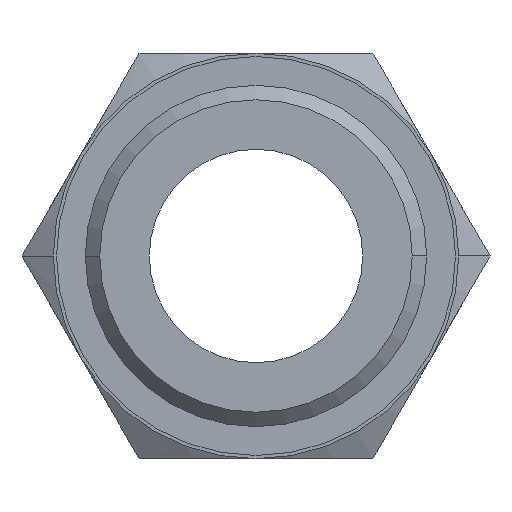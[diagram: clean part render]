
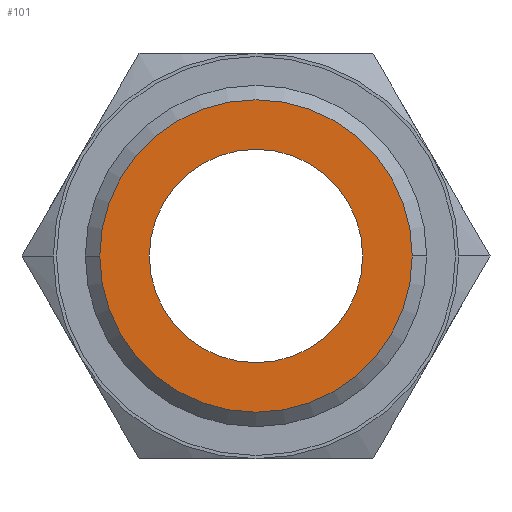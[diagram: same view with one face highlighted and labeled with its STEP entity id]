
A CAD part, front view. The second image highlights one B-rep face of the part: STEP entity #101.
In plain terms, the highlighted planar face has unit normal (0, -1, 0).
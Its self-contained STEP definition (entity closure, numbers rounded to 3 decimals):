
#101=ADVANCED_FACE('',(#221,#222),#223,.T.);
#221=FACE_BOUND('',#347,.T.);
#222=FACE_OUTER_BOUND('',#348,.T.);
#223=PLANE('',#349);
#347=EDGE_LOOP('',(#760,#761));
#348=EDGE_LOOP('',(#762,#763));
#349=AXIS2_PLACEMENT_3D('',#764,#765,#766);
#760=ORIENTED_EDGE('',*,*,#835,.T.);
#761=ORIENTED_EDGE('',*,*,#839,.T.);
#762=ORIENTED_EDGE('',*,*,#804,.F.);
#763=ORIENTED_EDGE('',*,*,#919,.F.);
#764=CARTESIAN_POINT('',(-3.662,0.0,0.0));
#765=DIRECTION('',(0.0,-1.0,-0.0));
#766=DIRECTION('',(1.0,0.0,0.0));
#804=EDGE_CURVE('',#939,#941,#942,.T.);
#835=EDGE_CURVE('',#1003,#1000,#1004,.T.);
#839=EDGE_CURVE('',#1000,#1003,#1009,.T.);
#919=EDGE_CURVE('',#941,#939,#1121,.T.);
#939=VERTEX_POINT('',#1145);
#941=VERTEX_POINT('',#1148);
#942=CIRCLE('',#1149,7.324);
#1000=VERTEX_POINT('',#1306);
#1003=VERTEX_POINT('',#1310);
#1004=CIRCLE('',#1311,5.0);
#1009=CIRCLE('',#1317,5.0);
#1121=CIRCLE('',#1881,7.324);
#1145=CARTESIAN_POINT('',(-7.324,0.0,0.0));
#1148=CARTESIAN_POINT('',(7.324,0.0,0.));
#1149=AXIS2_PLACEMENT_3D('',#1902,#1903,#1904);
#1306=CARTESIAN_POINT('',(5.0,0.0,0.));
#1310=CARTESIAN_POINT('',(-5.0,0.0,0.));
#1311=AXIS2_PLACEMENT_3D('',#1947,#1948,#1949);
#1317=AXIS2_PLACEMENT_3D('',#1957,#1958,#1959);
#1881=AXIS2_PLACEMENT_3D('',#2053,#2054,#2055);
#1902=CARTESIAN_POINT('',(0.0,0.0,0.0));
#1903=DIRECTION('',(0.0,1.0,0.0));
#1904=DIRECTION('',(-1.0,0.0,0.0));
#1947=CARTESIAN_POINT('',(0.0,0.0,0.0));
#1948=DIRECTION('',(-0.0,1.0,0.0));
#1949=DIRECTION('',(1.0,0.0,0.0));
#1957=CARTESIAN_POINT('',(0.0,0.0,0.0));
#1958=DIRECTION('',(-0.0,1.0,0.0));
#1959=DIRECTION('',(1.0,0.0,0.0));
#2053=CARTESIAN_POINT('',(0.0,0.0,0.0));
#2054=DIRECTION('',(0.0,1.0,0.0));
#2055=DIRECTION('',(-1.0,0.0,0.0));
